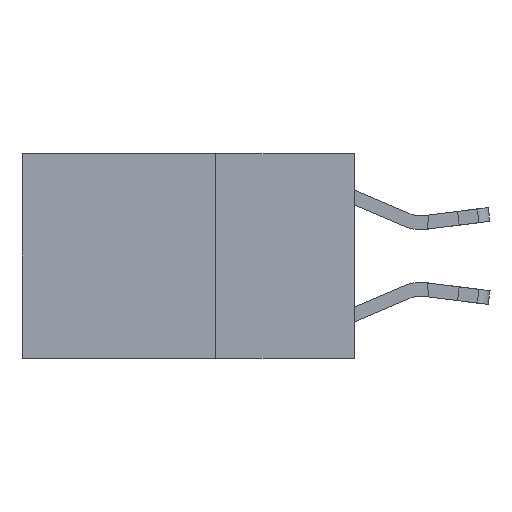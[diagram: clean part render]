
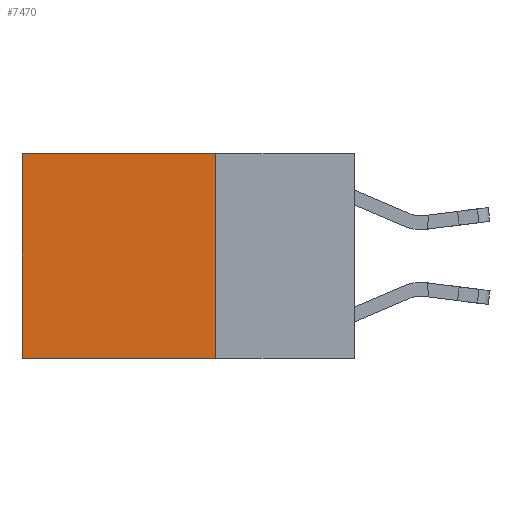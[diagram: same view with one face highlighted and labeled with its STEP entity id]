
A CAD part, left-side view. The second image highlights one B-rep face of the part: STEP entity #7470.
In plain terms, the highlighted planar face has unit normal (-1, 0, 0).
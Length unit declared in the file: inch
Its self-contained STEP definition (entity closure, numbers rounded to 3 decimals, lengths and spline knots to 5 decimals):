
#1070 = ORIENTED_EDGE ( 'NONE', *, *, #1900, .T. ) ;
#1152 = ORIENTED_EDGE ( 'NONE', *, *, #2009, .F. ) ;
#1481 = VERTEX_POINT ( 'NONE', #6033 ) ;
#1565 = DIRECTION ( 'NONE',  ( 0., 0., -1. ) ) ;
#1590 = VECTOR ( 'NONE', #1565, 39.37008 ) ;
#1678 = ORIENTED_EDGE ( 'NONE', *, *, #11152, .T. ) ;
#1900 = EDGE_CURVE ( 'NONE', #12830, #1481, #8003, .T. ) ;
#1906 = CARTESIAN_POINT ( 'NONE',  ( 0.2625, 0.25, -0.37 ) ) ;
#2009 = EDGE_CURVE ( 'NONE', #12830, #7924, #11777, .T. ) ;
#2152 = PLANE ( 'NONE',  #7288 ) ;
#3175 = DIRECTION ( 'NONE',  ( 1., 0., 0. ) ) ;
#3381 = LINE ( 'NONE', #12782, #6753 ) ;
#3430 = LINE ( 'NONE', #11264, #12050 ) ;
#5416 = VECTOR ( 'NONE', #10211, 39.37008 ) ;
#5489 = EDGE_CURVE ( 'NONE', #7924, #11370, #3381, .T. ) ;
#5743 = CARTESIAN_POINT ( 'NONE',  ( 0.2625, 0.6, -0.37 ) ) ;
#6033 = CARTESIAN_POINT ( 'NONE',  ( 0.2625, 0.6, 0. ) ) ;
#6259 = CARTESIAN_POINT ( 'NONE',  ( 0.2625, 0.25, 0. ) ) ;
#6378 = CARTESIAN_POINT ( 'NONE',  ( 0.2625, 0.25, 0. ) ) ;
#6753 = VECTOR ( 'NONE', #6902, 39.37008 ) ;
#6902 = DIRECTION ( 'NONE',  ( 0., 1., 0. ) ) ;
#7004 = CARTESIAN_POINT ( 'NONE',  ( 0.2625, 0.25, 0. ) ) ;
#7288 = AXIS2_PLACEMENT_3D ( 'NONE', #6259, #3175, #11323 ) ;
#7470 = ADVANCED_FACE ( 'NONE', ( #12411 ), #2152, .F. ) ;
#7924 = VERTEX_POINT ( 'NONE', #1906 ) ;
#8003 = LINE ( 'NONE', #7004, #5416 ) ;
#10211 = DIRECTION ( 'NONE',  ( 0., 1., 0. ) ) ;
#11152 = EDGE_CURVE ( 'NONE', #1481, #11370, #3430, .T. ) ;
#11264 = CARTESIAN_POINT ( 'NONE',  ( 0.2625, 0.6, 0. ) ) ;
#11323 = DIRECTION ( 'NONE',  ( 0., 0., -1. ) ) ;
#11370 = VERTEX_POINT ( 'NONE', #5743 ) ;
#11755 = CARTESIAN_POINT ( 'NONE',  ( 0.2625, 0.25, 0. ) ) ;
#11777 = LINE ( 'NONE', #11755, #1590 ) ;
#12050 = VECTOR ( 'NONE', #12297, 39.37008 ) ;
#12297 = DIRECTION ( 'NONE',  ( 0., 0., -1. ) ) ;
#12411 = FACE_OUTER_BOUND ( 'NONE', #12603, .T. ) ;
#12603 = EDGE_LOOP ( 'NONE', ( #1678, #12659, #1152, #1070 ) ) ;
#12659 = ORIENTED_EDGE ( 'NONE', *, *, #5489, .F. ) ;
#12782 = CARTESIAN_POINT ( 'NONE',  ( 0.2625, 0.25, -0.37 ) ) ;
#12830 = VERTEX_POINT ( 'NONE', #6378 ) ;
